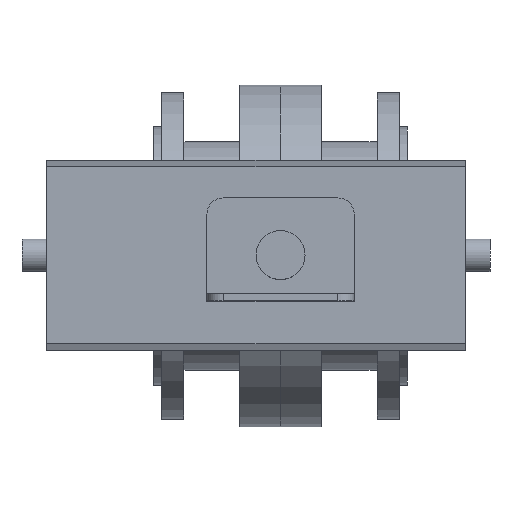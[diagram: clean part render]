
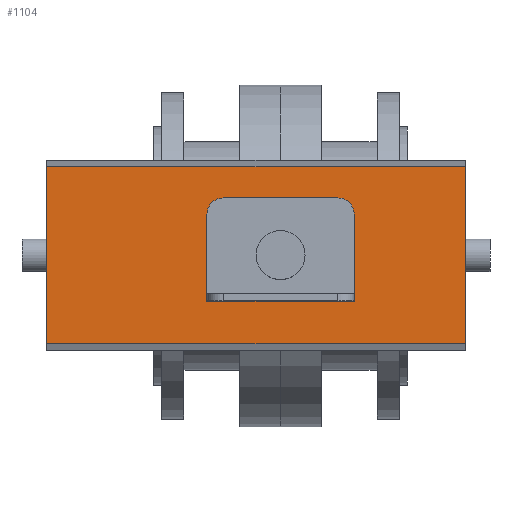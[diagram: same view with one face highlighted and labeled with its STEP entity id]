
A CAD part, top view. The second image highlights one B-rep face of the part: STEP entity #1104.
In plain terms, the highlighted planar face has unit normal (0, 0, 1).
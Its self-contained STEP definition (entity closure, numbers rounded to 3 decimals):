
#79=FACE_BOUND('',#268,.T.);
#115=PLANE('',#1298);
#176=FACE_OUTER_BOUND('',#267,.T.);
#267=EDGE_LOOP('',(#1001,#1002,#1003,#1004));
#268=EDGE_LOOP('',(#1005,#1006,#1007,#1008,#1009,#1010));
#315=LINE('',#1814,#406);
#323=LINE('',#1833,#414);
#329=LINE('',#1849,#420);
#331=LINE('',#1854,#422);
#352=LINE('',#1914,#443);
#354=LINE('',#1918,#445);
#359=LINE('',#1927,#450);
#361=LINE('',#1931,#452);
#406=VECTOR('',#1508,10.);
#414=VECTOR('',#1524,10.);
#420=VECTOR('',#1538,10.);
#422=VECTOR('',#1544,10.);
#443=VECTOR('',#1605,10.);
#445=VECTOR('',#1609,10.);
#450=VECTOR('',#1616,10.);
#452=VECTOR('',#1622,10.);
#490=CIRCLE('',#1263,10.);
#492=CIRCLE('',#1267,10.);
#557=VERTEX_POINT('',#1807);
#558=VERTEX_POINT('',#1809);
#559=VERTEX_POINT('',#1813);
#565=VERTEX_POINT('',#1826);
#566=VERTEX_POINT('',#1828);
#572=VERTEX_POINT('',#1847);
#591=VERTEX_POINT('',#1911);
#592=VERTEX_POINT('',#1913);
#593=VERTEX_POINT('',#1917);
#595=VERTEX_POINT('',#1923);
#677=EDGE_CURVE('',#557,#558,#490,.F.);
#679=EDGE_CURVE('',#559,#558,#315,.T.);
#686=EDGE_CURVE('',#565,#566,#492,.F.);
#689=EDGE_CURVE('',#557,#566,#323,.T.);
#697=EDGE_CURVE('',#565,#572,#329,.T.);
#700=EDGE_CURVE('',#572,#559,#331,.T.);
#728=EDGE_CURVE('',#592,#591,#352,.T.);
#730=EDGE_CURVE('',#593,#592,#354,.T.);
#735=EDGE_CURVE('',#595,#593,#359,.T.);
#737=EDGE_CURVE('',#591,#595,#361,.T.);
#1001=ORIENTED_EDGE('',*,*,#737,.T.);
#1002=ORIENTED_EDGE('',*,*,#735,.T.);
#1003=ORIENTED_EDGE('',*,*,#730,.T.);
#1004=ORIENTED_EDGE('',*,*,#728,.T.);
#1005=ORIENTED_EDGE('',*,*,#679,.T.);
#1006=ORIENTED_EDGE('',*,*,#677,.F.);
#1007=ORIENTED_EDGE('',*,*,#689,.T.);
#1008=ORIENTED_EDGE('',*,*,#686,.F.);
#1009=ORIENTED_EDGE('',*,*,#697,.T.);
#1010=ORIENTED_EDGE('',*,*,#700,.T.);
#1104=ADVANCED_FACE('',(#176,#79),#115,.T.);
#1263=AXIS2_PLACEMENT_3D('',#1810,#1503,#1504);
#1267=AXIS2_PLACEMENT_3D('',#1829,#1518,#1519);
#1298=AXIS2_PLACEMENT_3D('',#1930,#1620,#1621);
#1503=DIRECTION('center_axis',(0.,0.,-1.));
#1504=DIRECTION('ref_axis',(0.707,-0.707,0.));
#1508=DIRECTION('',(0.,-1.,0.));
#1518=DIRECTION('center_axis',(0.,0.,-1.));
#1519=DIRECTION('ref_axis',(-0.707,-0.707,0.));
#1524=DIRECTION('',(-1.,0.,0.));
#1538=DIRECTION('',(0.,1.,0.));
#1544=DIRECTION('',(1.,0.,0.));
#1605=DIRECTION('',(-1.,0.,0.));
#1609=DIRECTION('',(0.,1.,0.));
#1616=DIRECTION('',(1.,0.,0.));
#1620=DIRECTION('center_axis',(0.,0.,1.));
#1621=DIRECTION('ref_axis',(1.,0.,0.));
#1622=DIRECTION('',(0.,-1.,0.));
#1807=CARTESIAN_POINT('',(35.,-35.,265.9));
#1809=CARTESIAN_POINT('',(45.,-25.,265.9));
#1810=CARTESIAN_POINT('Origin',(35.,-25.,265.9));
#1813=CARTESIAN_POINT('',(45.,28.,265.9));
#1814=CARTESIAN_POINT('',(45.,4.139,265.9));
#1826=CARTESIAN_POINT('',(-45.,-25.,265.9));
#1828=CARTESIAN_POINT('',(-35.,-35.,265.9));
#1829=CARTESIAN_POINT('Origin',(-35.,-25.,265.9));
#1833=CARTESIAN_POINT('',(7.5,-35.,265.9));
#1847=CARTESIAN_POINT('',(-45.,28.,265.9));
#1849=CARTESIAN_POINT('',(-45.,4.139,265.9));
#1854=CARTESIAN_POINT('',(7.5,28.,265.9));
#1911=CARTESIAN_POINT('',(-113.,54.,265.9));
#1913=CARTESIAN_POINT('',(143.,54.,265.9));
#1914=CARTESIAN_POINT('',(15.,54.,265.9));
#1917=CARTESIAN_POINT('',(143.,-54.,265.9));
#1918=CARTESIAN_POINT('',(143.,-54.,265.9));
#1923=CARTESIAN_POINT('',(-113.,-54.,265.9));
#1927=CARTESIAN_POINT('',(15.,-54.,265.9));
#1930=CARTESIAN_POINT('Origin',(15.,0.,265.9));
#1931=CARTESIAN_POINT('',(-113.,-54.,265.9));
